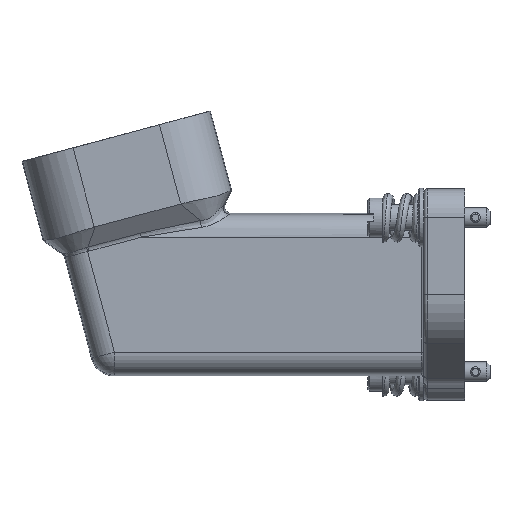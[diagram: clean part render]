
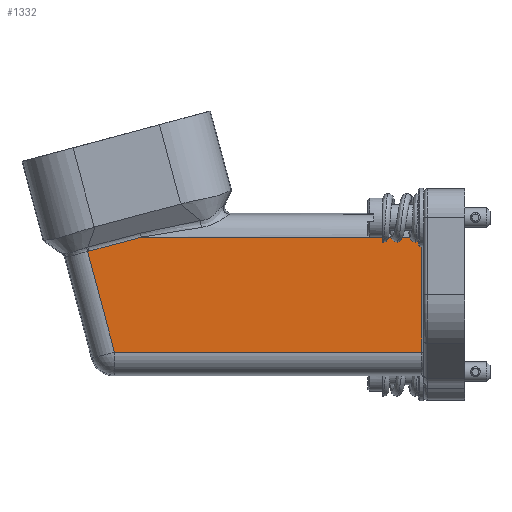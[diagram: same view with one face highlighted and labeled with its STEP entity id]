
A CAD part, left-side view. The second image highlights one B-rep face of the part: STEP entity #1332.
In plain terms, the highlighted planar face has unit normal (-1, 0, 0).
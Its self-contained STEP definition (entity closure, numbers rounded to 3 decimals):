
#370=B_SPLINE_CURVE_WITH_KNOTS('',3,(#14950,#14951,#14952,#14953,#14954,
#14955),.UNSPECIFIED.,.F.,.F.,(4,1,1,4),(0.,0.333,0.667,
1.),.UNSPECIFIED.);
#1332=ADVANCED_FACE('',(#1874),#1497,.F.);
#1497=PLANE('',#7520);
#1874=FACE_OUTER_BOUND('',#2302,.T.);
#2302=EDGE_LOOP('',(#4182,#4183,#4184,#4185,#4186,#4187));
#4182=ORIENTED_EDGE('',*,*,#5840,.T.);
#4183=ORIENTED_EDGE('',*,*,#5834,.F.);
#4184=ORIENTED_EDGE('',*,*,#5886,.F.);
#4185=ORIENTED_EDGE('',*,*,#5892,.T.);
#4186=ORIENTED_EDGE('',*,*,#5893,.F.);
#4187=ORIENTED_EDGE('',*,*,#5894,.F.);
#4885=VERTEX_POINT('',#14840);
#4886=VERTEX_POINT('',#14844);
#4889=VERTEX_POINT('',#14945);
#4911=VERTEX_POINT('',#15352);
#4914=VERTEX_POINT('',#15362);
#4915=VERTEX_POINT('',#15366);
#5834=EDGE_CURVE('',#4885,#4886,#6340,.T.);
#5840=EDGE_CURVE('',#4889,#4886,#370,.T.);
#5886=EDGE_CURVE('',#4911,#4885,#6360,.T.);
#5892=EDGE_CURVE('',#4911,#4914,#6362,.T.);
#5893=EDGE_CURVE('',#4915,#4914,#6363,.T.);
#5894=EDGE_CURVE('',#4889,#4915,#6364,.T.);
#6340=LINE('',#14843,#6793);
#6360=LINE('',#15351,#6813);
#6362=LINE('',#15363,#6815);
#6363=LINE('',#15365,#6816);
#6364=LINE('',#15367,#6817);
#6793=VECTOR('',#9237,1.);
#6813=VECTOR('',#9315,1.);
#6815=VECTOR('',#9329,1.);
#6816=VECTOR('',#9332,1.);
#6817=VECTOR('',#9333,1.);
#7520=AXIS2_PLACEMENT_3D('',#15368,#9334,#9335);
#9237=DIRECTION('',(0.,0.259,0.966));
#9315=DIRECTION('',(0.,1.,0.));
#9329=DIRECTION('',(0.,0.,1.));
#9332=DIRECTION('',(0.,-1.,0.));
#9333=DIRECTION('',(0.,-0.966,0.259));
#9334=DIRECTION('',(1.,0.,0.));
#9335=DIRECTION('',(0.,0.,1.));
#14840=CARTESIAN_POINT('',(-49.292,49.813,14.819));
#14843=CARTESIAN_POINT('',(-49.292,49.813,14.819));
#14844=CARTESIAN_POINT('',(-49.292,53.96,30.293));
#14945=CARTESIAN_POINT('',(-49.292,53.752,30.343));
#14950=CARTESIAN_POINT('',(-49.292,53.752,30.343));
#14951=CARTESIAN_POINT('',(-49.292,53.776,30.337));
#14952=CARTESIAN_POINT('',(-49.292,53.822,30.325));
#14953=CARTESIAN_POINT('',(-49.292,53.891,30.308));
#14954=CARTESIAN_POINT('',(-49.292,53.937,30.298));
#14955=CARTESIAN_POINT('',(-49.292,53.96,30.293));
#15351=CARTESIAN_POINT('',(-49.292,2.55,14.819));
#15352=CARTESIAN_POINT('',(-49.292,2.55,14.819));
#15362=CARTESIAN_POINT('',(-49.292,2.55,32.504));
#15363=CARTESIAN_POINT('',(-49.292,2.55,14.819));
#15365=CARTESIAN_POINT('',(-49.292,45.688,32.504));
#15366=CARTESIAN_POINT('',(-49.292,45.688,32.504));
#15367=CARTESIAN_POINT('',(-49.292,53.752,30.343));
#15368=CARTESIAN_POINT('',(-49.292,28.255,23.662));
